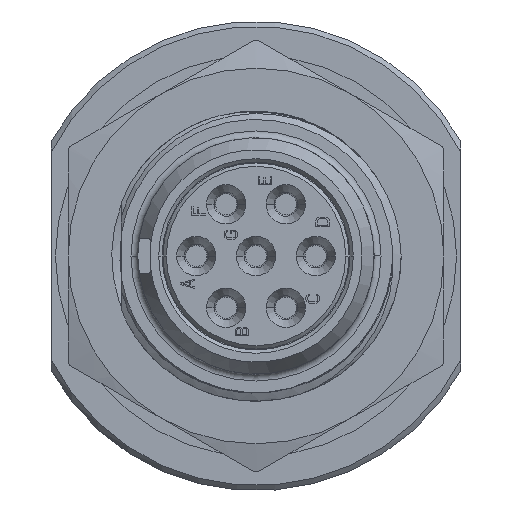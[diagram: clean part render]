
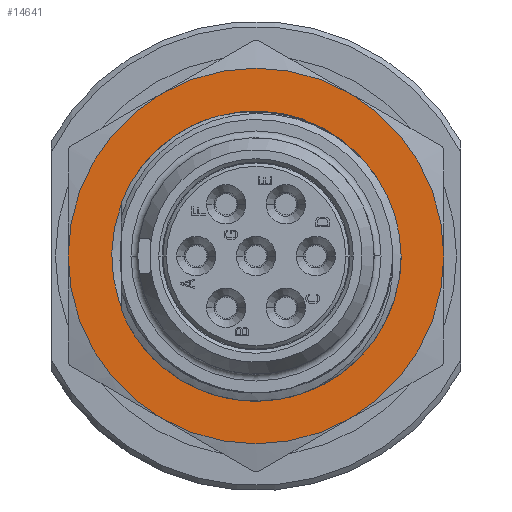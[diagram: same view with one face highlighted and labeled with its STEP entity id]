
A CAD part, left-side view. The second image highlights one B-rep face of the part: STEP entity #14641.
In plain terms, the highlighted planar face has unit normal (-1, 0, 0).
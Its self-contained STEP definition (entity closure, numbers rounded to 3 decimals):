
#1830=DIRECTION('',(0.,0.,1.));
#1831=VECTOR('',#1830,0.138);
#1832=CARTESIAN_POINT('',(11.5,7.9,2.999));
#1833=LINE('1704',#1832,#1831);
#4216=CARTESIAN_POINT('',(11.5,-5.5,9.526));
#4218=CARTESIAN_POINT('',(11.5,0.,0.));
#4219=DIRECTION('',(-1.,0.,0.));
#4220=DIRECTION('',(0.,-0.5,0.866));
#4221=AXIS2_PLACEMENT_3D('',#4218,#4219,#4220);
#4233=CARTESIAN_POINT('',(11.5,0.,0.));
#4234=DIRECTION('',(1.,0.,0.));
#4235=DIRECTION('',(0.,-0.5,0.866));
#4236=AXIS2_PLACEMENT_3D('',#4233,#4234,#4235);
#4238=CARTESIAN_POINT('',(11.5,0.,0.));
#4239=DIRECTION('',(1.,0.,0.));
#4240=DIRECTION('',(0.,-1.,0.));
#4241=AXIS2_PLACEMENT_3D('',#4238,#4239,#4240);
#4243=CARTESIAN_POINT('',(11.5,0.,0.));
#4244=DIRECTION('',(-1.,0.,0.));
#4245=DIRECTION('',(0.,1.,0.));
#4246=AXIS2_PLACEMENT_3D('',#4243,#4244,#4245);
#4248=CARTESIAN_POINT('',(11.5,0.,0.));
#4249=DIRECTION('',(-1.,0.,0.));
#4250=DIRECTION('',(0.,0.5,0.866));
#4251=AXIS2_PLACEMENT_3D('',#4248,#4249,#4250);
#4253=CARTESIAN_POINT('',(11.5,2.102,8.218));
#4254=CARTESIAN_POINT('',(11.5,1.916,8.263));
#4255=CARTESIAN_POINT('',(11.5,1.549,8.338));
#4256=CARTESIAN_POINT('',(11.5,1.005,8.41));
#4257=CARTESIAN_POINT('',(11.5,0.66,8.431));
#4258=CARTESIAN_POINT('',(11.5,0.491,8.436));
#4284=CARTESIAN_POINT('',(11.5,-11.,0.));
#4323=CARTESIAN_POINT('',(11.5,-5.5,-9.526));
#4352=CARTESIAN_POINT('',(11.5,5.5,-9.526));
#4354=CARTESIAN_POINT('',(11.5,0.,0.));
#4355=DIRECTION('',(-1.,0.,0.));
#4356=DIRECTION('',(0.,0.5,-0.866));
#4357=AXIS2_PLACEMENT_3D('',#4354,#4355,#4356);
#4406=CARTESIAN_POINT('',(11.5,11.,0.));
#4445=CARTESIAN_POINT('',(11.5,5.5,9.526));
#4460=CARTESIAN_POINT('',(11.5,0.,0.));
#4461=DIRECTION('',(1.,0.,0.));
#4462=DIRECTION('',(0.,0.929,0.369));
#4463=AXIS2_PLACEMENT_3D('',#4460,#4461,#4462);
#4478=CARTESIAN_POINT('',(11.5,2.627,8.084));
#4479=CARTESIAN_POINT('',(11.5,2.54,8.109));
#4480=CARTESIAN_POINT('',(11.5,2.366,8.156));
#4481=CARTESIAN_POINT('',(11.5,2.19,8.198));
#4482=CARTESIAN_POINT('',(11.5,2.102,8.218));
#4792=CARTESIAN_POINT('',(11.5,0.491,8.436));
#6069=CARTESIAN_POINT('',(11.5,0.,0.));
#6070=DIRECTION('',(1.,0.,0.));
#6071=DIRECTION('',(0.,0.058,0.998));
#6072=AXIS2_PLACEMENT_3D('',#6069,#6070,#6071);
#9657=VERTEX_POINT('',#4216);
#9660=VERTEX_POINT('',#4284);
#9663=VERTEX_POINT('',#4323);
#9675=VERTEX_POINT('',#4352);
#9678=VERTEX_POINT('',#4406);
#9681=VERTEX_POINT('',#4445);
#9685=VERTEX_POINT('',#4792);
#9692=CARTESIAN_POINT('',(11.5,7.9,3.137));
#9693=CARTESIAN_POINT('',(11.5,2.627,8.084));
#9694=VERTEX_POINT('',#9692);
#9695=VERTEX_POINT('',#9693);
#9698=VERTEX_POINT('',#4482);
#9715=CARTESIAN_POINT('',(11.5,7.9,2.999));
#9716=VERTEX_POINT('',#9715);
#14612=CARTESIAN_POINT('',(11.5,0.,0.));
#14613=DIRECTION('',(1.,0.,0.));
#14614=DIRECTION('',(0.,0.,-1.));
#14615=AXIS2_PLACEMENT_3D('',#14612,#14613,#14614);
#14616=PLANE('340',#14615);
#14617=ORIENTED_EDGE('1661',*,*,#14599,.F.);
#14619=ORIENTED_EDGE('1652',*,*,#14618,.T.);
#14621=ORIENTED_EDGE('1653',*,*,#14620,.T.);
#14623=ORIENTED_EDGE('1660',*,*,#14622,.F.);
#14625=ORIENTED_EDGE('1657',*,*,#14624,.F.);
#14627=ORIENTED_EDGE('1656',*,*,#14626,.F.);
#14628=EDGE_LOOP('340',(#14617,#14619,#14621,#14623,#14625,#14627));
#14629=FACE_OUTER_BOUND('340',#14628,.F.);
#14631=ORIENTED_EDGE('1690',*,*,#14630,.F.);
#14632=ORIENTED_EDGE('1704',*,*,#12298,.F.);
#14634=ORIENTED_EDGE('1832',*,*,#14633,.F.);
#14636=ORIENTED_EDGE('1812',*,*,#14635,.F.);
#14638=ORIENTED_EDGE('1692',*,*,#14637,.F.);
#14639=EDGE_LOOP('340',(#14631,#14632,#14634,#14636,#14638));
#14640=FACE_BOUND('340',#14639,.F.);
#4222=CIRCLE('1661',#4221,11.);
#4237=CIRCLE('1652',#4236,11.);
#4242=CIRCLE('1653',#4241,11.);
#4247=CIRCLE('1657',#4246,11.);
#4252=CIRCLE('1656',#4251,11.);
#4259=B_SPLINE_CURVE_WITH_KNOTS('1812',3,(#4253,#4254,#4255,#4256,#4257,#4258),
.UNSPECIFIED.,.F.,.F.,(4,1,1,4),(0.,0.333,0.667,1.),
.UNSPECIFIED.);
#4358=CIRCLE('1660',#4357,11.);
#4464=CIRCLE('1690',#4463,8.5);
#4483=B_SPLINE_CURVE_WITH_KNOTS('1692',3,(#4478,#4479,#4480,#4481,#4482),
.UNSPECIFIED.,.F.,.F.,(4,1,4),(0.,0.5,1.),.UNSPECIFIED.);
#6073=CIRCLE('1832',#6072,8.45);
#12298=EDGE_CURVE('1704',#9716,#9694,#1833,.T.);
#14599=EDGE_CURVE('1661',#9657,#9681,#4222,.T.);
#14618=EDGE_CURVE('1652',#9657,#9660,#4237,.T.);
#14620=EDGE_CURVE('1653',#9660,#9663,#4242,.T.);
#14622=EDGE_CURVE('1660',#9675,#9663,#4358,.T.);
#14624=EDGE_CURVE('1657',#9678,#9675,#4247,.T.);
#14626=EDGE_CURVE('1656',#9681,#9678,#4252,.T.);
#14630=EDGE_CURVE('1690',#9694,#9695,#4464,.T.);
#14633=EDGE_CURVE('1832',#9685,#9716,#6073,.T.);
#14635=EDGE_CURVE('1812',#9698,#9685,#4259,.T.);
#14637=EDGE_CURVE('1692',#9695,#9698,#4483,.T.);
#14641=ADVANCED_FACE('340',(#14629,#14640),#14616,.F.);
